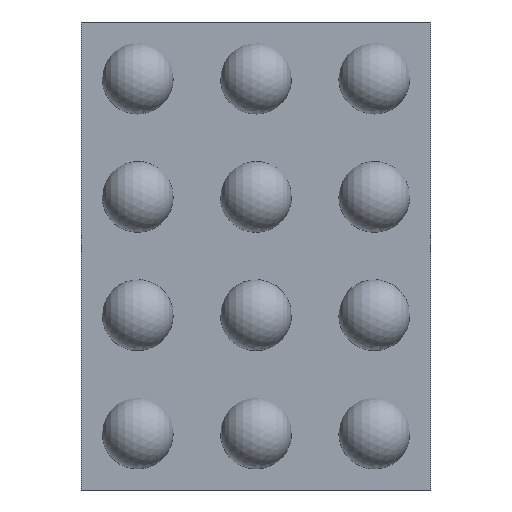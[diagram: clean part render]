
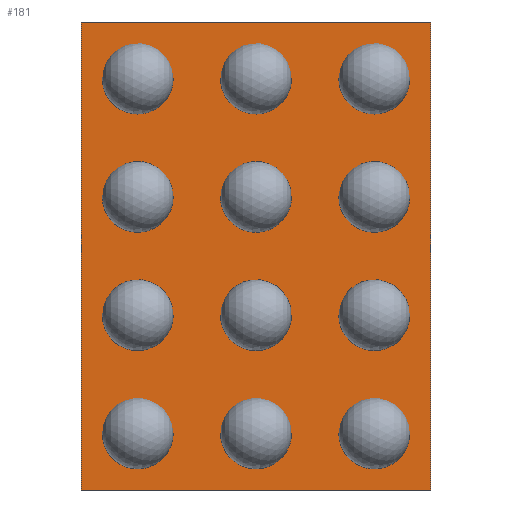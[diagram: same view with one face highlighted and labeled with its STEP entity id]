
A CAD part, front view. The second image highlights one B-rep face of the part: STEP entity #181.
In plain terms, the highlighted planar face has unit normal (0, -1, 0).
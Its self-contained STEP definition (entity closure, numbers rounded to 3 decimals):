
#38=ORIENTED_EDGE('',*,*,#42,.T.);
#39=ORIENTED_EDGE('',*,*,#46,.T.);
#40=ORIENTED_EDGE('',*,*,#49,.T.);
#41=ORIENTED_EDGE('',*,*,#52,.T.);
#42=EDGE_CURVE('',#114,#115,#54,.T.);
#46=EDGE_CURVE('',#115,#118,#58,.T.);
#49=EDGE_CURVE('',#118,#120,#61,.T.);
#52=EDGE_CURVE('',#120,#114,#64,.T.);
#54=LINE('',#409,#66);
#58=LINE('',#418,#70);
#61=LINE('',#424,#73);
#64=LINE('',#430,#76);
#66=VECTOR('',#358,1000.);
#70=VECTOR('',#364,1000.);
#73=VECTOR('',#369,1000.);
#76=VECTOR('',#374,1000.);
#83=EDGE_LOOP('',(#38,#39,#40,#41));
#89=PLANE('',#326);
#114=VERTEX_POINT('',#410);
#115=VERTEX_POINT('',#411);
#118=VERTEX_POINT('',#419);
#120=VERTEX_POINT('',#425);
#151=FACE_BOUND('',#83,.T.);
#181=ADVANCED_FACE('',(#151),#89,.T.);
#326=AXIS2_PLACEMENT_3D('',#433,#378,#379);
#358=DIRECTION('',(1.,0.,0.));
#364=DIRECTION('',(0.,0.,1.));
#369=DIRECTION('',(-1.,0.,0.));
#374=DIRECTION('',(0.,0.,-1.));
#378=DIRECTION('',(0.,-1.,0.));
#379=DIRECTION('',(0.,0.,-1.));
#409=CARTESIAN_POINT('',(-0.517,0.,-0.692));
#410=CARTESIAN_POINT('',(-0.517,0.,-0.692));
#411=CARTESIAN_POINT('',(0.518,0.,-0.692));
#418=CARTESIAN_POINT('',(0.518,0.,-0.692));
#419=CARTESIAN_POINT('',(0.518,0.,0.692));
#424=CARTESIAN_POINT('',(0.518,0.,0.692));
#425=CARTESIAN_POINT('',(-0.517,0.,0.692));
#430=CARTESIAN_POINT('',(-0.517,0.,0.692));
#433=CARTESIAN_POINT('',(0.,0.,0.));
